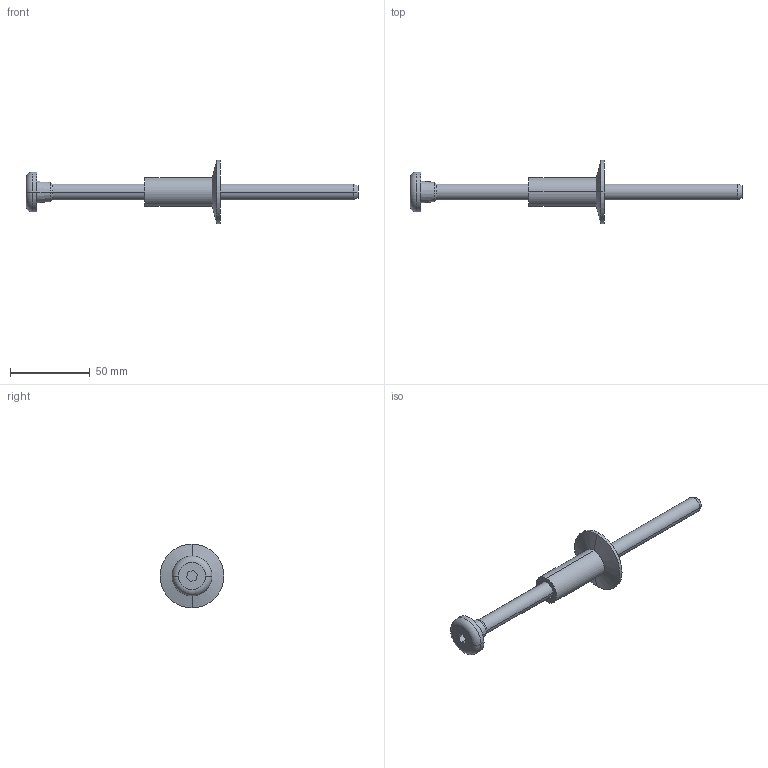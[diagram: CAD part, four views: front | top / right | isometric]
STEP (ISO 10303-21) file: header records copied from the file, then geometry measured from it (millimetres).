
FILE_DESCRIPTION (( 'STEP AP203' ), '1' );
FILE_NAME ('3D_GB3062_33.7_188706750.STEP', '2024-10-17T11:20:57', ( '' ), ( '' ), 'SwSTEP 2.0', 'SolidWorks 2024', '' );
FILE_SCHEMA (( 'CONFIG_CONTROL_DESIGN' ));
Length unit declared in the file: millimetre
Products named in the file (1): 3D_GB3062_33.7_188706750
Bounding box: 207.67 x 40 x 40 mm (x, y, z)
Volume: 29027 mm3; surface area: 14483.3 mm2
Topology: 2 solids, 2 shells, 32 faces, 66 edges, 40 vertices
Faces by surface type: plane 12, cylinder 10, cone 8, torus 2
Entity records: 923 total; most frequent: DIRECTION 162, CARTESIAN_POINT 139, ORIENTED_EDGE 132, EDGE_CURVE 66, AXIS2_PLACEMENT_3D 63, VERTEX_POINT 40, EDGE_LOOP 36, LINE 36
